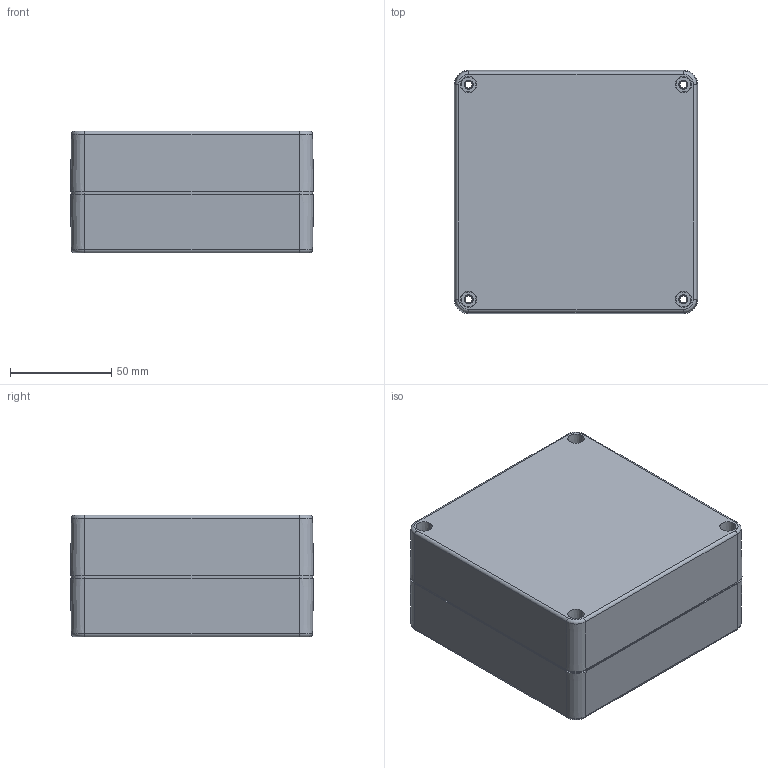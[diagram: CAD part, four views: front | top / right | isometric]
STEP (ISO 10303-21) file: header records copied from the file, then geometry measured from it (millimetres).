
FILE_DESCRIPTION (( 'STEP AP214' ), '1' );
FILE_NAME ('G278.STEP', '2009-09-09T02:17:49', ( 'NEF User' ), ( 'NEF User' ), 'SwSTEP 2.0', 'SolidWorks 2009', '' );
FILE_SCHEMA (( 'AUTOMOTIVE_DESIGN' ));
Length unit declared in the file: millimetre
Products named in the file (1): G278
Bounding box: 120 x 120 x 60 mm (x, y, z)
Volume: 193755.3 mm3; surface area: 133457.2 mm2
Topology: 2 solids, 2 shells, 595 faces, 1519 edges, 978 vertices
Faces by surface type: plane 254, cone 175, cylinder 154, torus 8, bspline 4
Entity records: 18256 total; most frequent: CARTESIAN_POINT 3421, DIRECTION 3223, ORIENTED_EDGE 3014, EDGE_CURVE 1507, AXIS2_PLACEMENT_3D 1200, VERTEX_POINT 978, LINE 823, VECTOR 823
